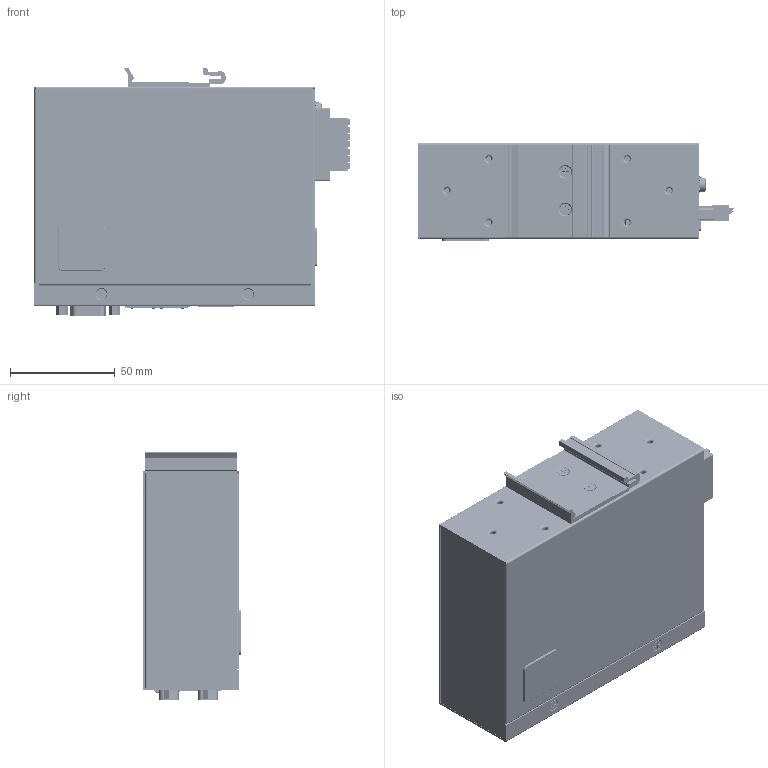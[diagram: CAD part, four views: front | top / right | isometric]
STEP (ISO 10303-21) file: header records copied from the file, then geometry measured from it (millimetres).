
FILE_DESCRIPTION((''),'2;1');
FILE_NAME('00_MGATE_5X42_ECAT_PT_MAIN_ASM','2024-04-02T16:16:58',('EvanCK_Huang'),('PTC'),'CREO PARAMETRIC BY PTC INC, 2023294','CREO PARAMETRIC BY PTC INC, 2023294','');
FILE_SCHEMA(('AUTOMOTIVE_DESIGN { 1 0 10303 214 1 1 1 1 }'));
Products named in the file (27): MGATE_5X42_PT_BTM_COVER; MGATE_5X42_PT_BTM_COVER_CLIP_1; MGATE_5X42_PT_BTM_COVER_CLIP_2; MGATE_5X42_PT_BTM_COVER_STDOFF; MGATE_5X42_BTM_COVER_ASSY_ASM; 1204000001627_DUST_COVER_RUBBER; LED_2X1_G-R_DIP90D_; 1109000040700_TACKSW_; MICRO_SD_CONN_; TB_PWR_7PIN_ASM_; 0221-28-6225-07_; 1126412111211_RJ45_2X1_90_; 1126411100220_1X1_RJ45_; SW_3SW_DIP180_; 1126003090000_DB9_MALE_90D; MGATE_5X42_MAIN_BOARD_ASSY_ASM; 1126411212210_RJ45_1X2; MGATE_5X42_IO_BOARD_ASSY_ASM; MGATE_5X42_PT_TOP_COVER; 1402221010030; 1402211060612; 1403010481411; MGATE_5X42_PL; MGATE_5X42_SWITCH_RUBBER; 1601001019300; 1402221010029; 00_MGATE_5X42_ECAT_PT_MAIN_ASM
Assembly tree (39 placements, depth 3):
  00_MGATE_5X42_ECAT_PT_MAIN_ASM
    MGATE_5X42_BTM_COVER_ASSY_ASM
      MGATE_5X42_PT_BTM_COVER
      MGATE_5X42_PT_BTM_COVER_CLIP_1
      MGATE_5X42_PT_BTM_COVER_CLIP_2
      MGATE_5X42_PT_BTM_COVER_STDOFF  x4
    1204000001627_DUST_COVER_RUBBER
    MGATE_5X42_MAIN_BOARD_ASSY_ASM
      LED_2X1_G-R_DIP90D_  x3
      1109000040700_TACKSW_
      MICRO_SD_CONN_
      TB_PWR_7PIN_ASM_
      0221-28-6225-07_
      1126412111211_RJ45_2X1_90_
      1126411100220_1X1_RJ45_
      SW_3SW_DIP180_
      1126003090000_DB9_MALE_90D
    MGATE_5X42_IO_BOARD_ASSY_ASM
      1126003090000_DB9_MALE_90D
      1126411212210_RJ45_1X2
    MGATE_5X42_PT_TOP_COVER
    1402221010030  x4
    1402211060612
    1403010481411  x4
    MGATE_5X42_PL
    MGATE_5X42_SWITCH_RUBBER
    1601001019300
    1402221010029  x2
Bounding box: 150.51 x 46.8 x 118.3 mm (x, y, z)
Volume: 91748.1 mm3; surface area: 156255.4 mm2
Topology: 72 solids, 82 shells, 7569 faces, 21660 edges, 14356 vertices
Faces by surface type: plane 5354, cylinder 1753, cone 153, torus 135, bspline 123, sphere 26, revolution 24, extrusion 1
Entity records: 268887 total; most frequent: CARTESIAN_POINT 59380, ORIENTED_EDGE 39230, DIRECTION 38069, EDGE_CURVE 19617, VECTOR 16373, LINE 16372, VERTEX_POINT 12691, AXIS2_PLACEMENT_3D 10797
